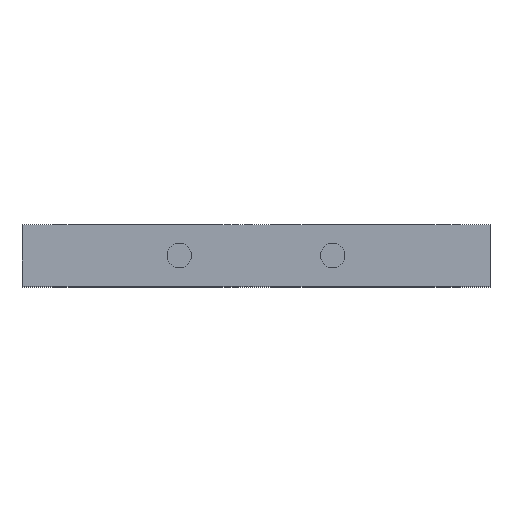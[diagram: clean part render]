
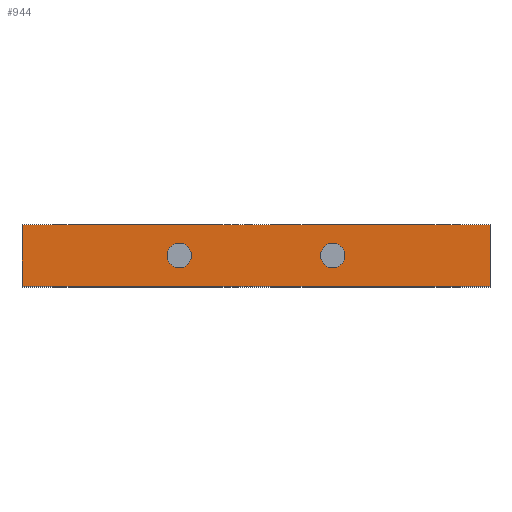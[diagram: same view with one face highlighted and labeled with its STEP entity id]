
A CAD part, top view. The second image highlights one B-rep face of the part: STEP entity #944.
In plain terms, the highlighted planar face has unit normal (0, 0, 1).
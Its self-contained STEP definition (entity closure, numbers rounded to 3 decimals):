
#33=FACE_BOUND('',#169,.T.);
#34=FACE_BOUND('',#170,.T.);
#58=PLANE('',#1052);
#104=FACE_OUTER_BOUND('',#168,.T.);
#168=EDGE_LOOP('',(#859,#860,#861,#862));
#169=EDGE_LOOP('',(#863));
#170=EDGE_LOOP('',(#864));
#245=LINE('',#1553,#329);
#249=LINE('',#1562,#333);
#257=LINE('',#1589,#341);
#259=LINE('',#1592,#343);
#329=VECTOR('',#1279,10.);
#333=VECTOR('',#1285,10.);
#341=VECTOR('',#1319,10.);
#343=VECTOR('',#1323,10.);
#385=CIRCLE('',#1034,0.8);
#386=CIRCLE('',#1036,0.8);
#465=VERTEX_POINT('',#1539);
#466=VERTEX_POINT('',#1543);
#469=VERTEX_POINT('',#1550);
#470=VERTEX_POINT('',#1552);
#473=VERTEX_POINT('',#1559);
#474=VERTEX_POINT('',#1561);
#585=EDGE_CURVE('',#465,#465,#385,.T.);
#587=EDGE_CURVE('',#466,#466,#386,.T.);
#591=EDGE_CURVE('',#469,#470,#245,.T.);
#595=EDGE_CURVE('',#473,#474,#249,.T.);
#609=EDGE_CURVE('',#469,#474,#257,.T.);
#611=EDGE_CURVE('',#470,#473,#259,.T.);
#859=ORIENTED_EDGE('',*,*,#611,.F.);
#860=ORIENTED_EDGE('',*,*,#591,.F.);
#861=ORIENTED_EDGE('',*,*,#609,.T.);
#862=ORIENTED_EDGE('',*,*,#595,.F.);
#863=ORIENTED_EDGE('',*,*,#585,.F.);
#864=ORIENTED_EDGE('',*,*,#587,.F.);
#944=ADVANCED_FACE('',(#104,#33,#34),#58,.F.);
#1034=AXIS2_PLACEMENT_3D('',#1540,#1267,#1268);
#1036=AXIS2_PLACEMENT_3D('',#1544,#1272,#1273);
#1052=AXIS2_PLACEMENT_3D('',#1591,#1321,#1322);
#1267=DIRECTION('center_axis',(0.,0.,1.));
#1268=DIRECTION('ref_axis',(-1.,0.,0.));
#1272=DIRECTION('center_axis',(0.,0.,1.));
#1273=DIRECTION('ref_axis',(-1.,0.,0.));
#1279=DIRECTION('',(1.,0.,0.));
#1285=DIRECTION('',(-1.,0.,0.));
#1319=DIRECTION('',(0.,-1.,0.));
#1321=DIRECTION('center_axis',(0.,0.,-1.));
#1322=DIRECTION('ref_axis',(-1.,0.,0.));
#1323=DIRECTION('',(0.,-1.,0.));
#1539=CARTESIAN_POINT('',(-28.95,1.5,150.));
#1540=CARTESIAN_POINT('Origin',(-29.75,1.5,150.));
#1543=CARTESIAN_POINT('',(-38.95,1.5,150.));
#1544=CARTESIAN_POINT('Origin',(-39.75,1.5,150.));
#1550=CARTESIAN_POINT('',(-50.,3.5,150.));
#1552=CARTESIAN_POINT('',(-19.5,3.5,150.));
#1553=CARTESIAN_POINT('',(-50.,3.5,150.));
#1559=CARTESIAN_POINT('',(-19.5,-0.5,150.));
#1561=CARTESIAN_POINT('',(-50.,-0.5,150.));
#1562=CARTESIAN_POINT('',(-50.,-0.5,150.));
#1589=CARTESIAN_POINT('',(-50.,0.,150.));
#1591=CARTESIAN_POINT('Origin',(-19.5,0.,150.));
#1592=CARTESIAN_POINT('',(-19.5,0.,150.));
